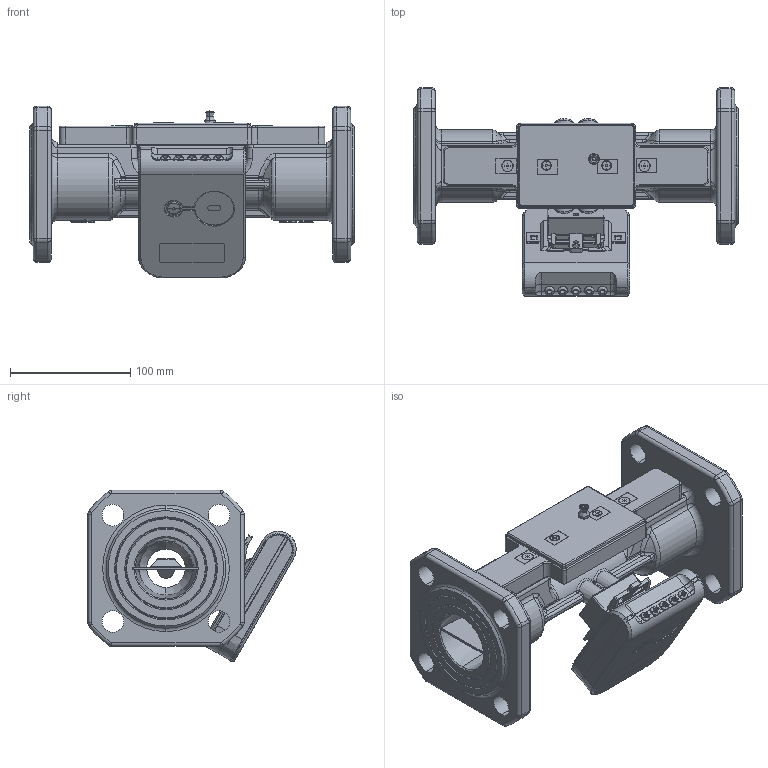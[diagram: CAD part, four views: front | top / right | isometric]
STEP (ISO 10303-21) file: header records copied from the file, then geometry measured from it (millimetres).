
FILE_DESCRIPTION((''),'2;1');
FILE_NAME('SONOMETER_40_DN50_270MM_FLANGE_ASM','2021-09-07T14:37:32',('U240466'),('Danfoss'),'CREO PARAMETRIC BY PTC INC, 2020342','CREO PARAMETRIC BY PTC INC, 2020342','');
FILE_SCHEMA(('CONFIG_CONTROL_DESIGN'));
Products named in the file (45): LAIDAS_NUO_UT-9_KEITIKLIU_110-0; SAVISRIEGIS_PASLEPTA_G_3_5X13; KORPUSAS_Q15__L270__DN50; GAUBTAS_N4_37_00_01; SRAIGTAS_PASL__G__M5_X_20__JUOD; IVADO_SANDARIKLIS-1; PLOK_X2_0161_X0_TEL_X2_0117_X0_; DIN_128_A4; SRAIGTAS_PUSAPV_G__M4X6; KABELIS_SIHF_2X2_5; PROTEKTORIUS_M2; EPOKSIDAS-2; KERAMIKA_; SUDERINIMO_SLUOKSNIS_D-16_1; KONTAKTAS; LAIDAS; ELEKTRINIS_KONTAKTAS_ASM; KONTAKTINIS_LAIDAS; DEMFERIS-KETRON_DABARTINIS; KEITIKLIS_M2_ASM; VER_X2_017E_X0_L_X2_0117_X0_-2-; VEIDROD_X2_0117_X0_LIS__X2_0161; TERMOKEMBRIKAS_1_6; LAIDAS_MGTF-012-DN50-1; O-RING_13X1_25; DANGTELIS-LIETAS_DN50-01; GARANTINIS_LIPDUKAS__17X12_; LAIKIKLIS; RUO_X2_017E_X0_AS_SU_KEITIKLIAI_ASM; HEAT3_BASE_V3_2_N11_0001_02_00; HEAT3_HOLDER_V3_2_N11_0001_03_0; M12_POVERZLE_DIN_125_MIN_DIMENS; HEAT3_TOP_WINDOW_V3_2_N1-181320; HEAT3_TOP_WINDOW_V3_2_N1-181525; HEAT3_TOP_WINDOW_V3_2_N1-181885; HEAT3_TOP_WINDOW_V3_2_N1-185107; HEAT3_TOP_V3_33_N11_0001_01_01-; HEAT3_TOP_TPE_V3_33_N11_-214022; HEAT3_TOP_TPE_V3_33_N11_-221443; HEAT3_TOP_TPE_V3_33_N11_-222542 ...
Assembly tree (62 placements, depth 6):
  SONOMETER_40_DN50_270MM_FLANGE_ASM
    CALCOSONIC_E-3__DN50_ASM
      LAIDAS_NUO_UT-9_KEITIKLIU_110-0
      RUO_X2_017E_X0_AS_SU_KEITIKLIAI_ASM
        SAVISRIEGIS_PASLEPTA_G_3_5X13  x2
        KORPUSAS_Q15__L270__DN50
        GAUBTAS_N4_37_00_01
        SRAIGTAS_PASL__G__M5_X_20__JUOD  x2
        IVADO_SANDARIKLIS-1
        PLOK_X2_0161_X0_TEL_X2_0117_X0_
        DIN_128_A4  x2
        SRAIGTAS_PUSAPV_G__M4X6  x2
        KABELIS_SIHF_2X2_5
        KEITIKLIS_M2_ASM  x2
          PROTEKTORIUS_M2
          EPOKSIDAS-2
          KERAMIKA_
          SUDERINIMO_SLUOKSNIS_D-16_1
          ELEKTRINIS_KONTAKTAS_ASM
            KONTAKTAS
            LAIDAS
          KONTAKTINIS_LAIDAS
          DEMFERIS-KETRON_DABARTINIS
        VER_X2_017E_X0_L_X2_0117_X0_-2-  x2
        VEIDROD_X2_0117_X0_LIS__X2_0161  x2
        TERMOKEMBRIKAS_1_6  x2
        LAIDAS_MGTF-012-DN50-1  x2
        O-RING_13X1_25  x2
        DANGTELIS-LIETAS_DN50-01
        GARANTINIS_LIPDUKAS__17X12_  x4
        LAIKIKLIS
      HEAT3_EL_BLOKAS_BE_SMP_ASM
        HEAT3_BASE_V3_2_N11_0001_02_00
        HEAT3_HOLDER_V3_2_N11_0001_03_0
        M12_POVERZLE_DIN_125_MIN_DIMENS
        HEAT3_TOP_ASM_V3_33_N11_0001_01_ASM
          HEAT3_TOP_WINDOW_V3_2_N1-181320
          HEAT3_TOP_WINDOW_V3_2_N1-181525
          HEAT3_TOP_WINDOW_V3_2_N1-181885
          HEAT3_TOP_WINDOW_V3_2_N1-185107
          HEAT3_TOP_V3_33_N11_0001_01_01-
          HEAT3_TOP_TPE_V3_33_N11_-214022
          HEAT3_TOP_TPE_V3_33_N11_-221443
          HEAT3_TOP_TPE_V3_33_N11_-222542
          HEAT3_TOP_TPE_V3_33_N11_-223141
      GARANTINIS_LIPDUKAS__17X12_  x4
Bounding box: 270 x 173.28 x 142.77 mm (x, y, z)
Volume: 812741.9 mm3; surface area: 347485.3 mm2
Topology: 59 solids, 63 shells, 4188 faces, 11137 edges, 7147 vertices
Faces by surface type: plane 2015, cylinder 819, bspline 591, cone 425, torus 201, extrusion 80, sphere 47, revolution 10
Entity records: 194428 total; most frequent: CARTESIAN_POINT 102436, ORIENTED_EDGE 20277, DIRECTION 16892, EDGE_CURVE 10146, VERTEX_POINT 6561, VECTOR 5682, LINE 5605, AXIS2_PLACEMENT_3D 5600
